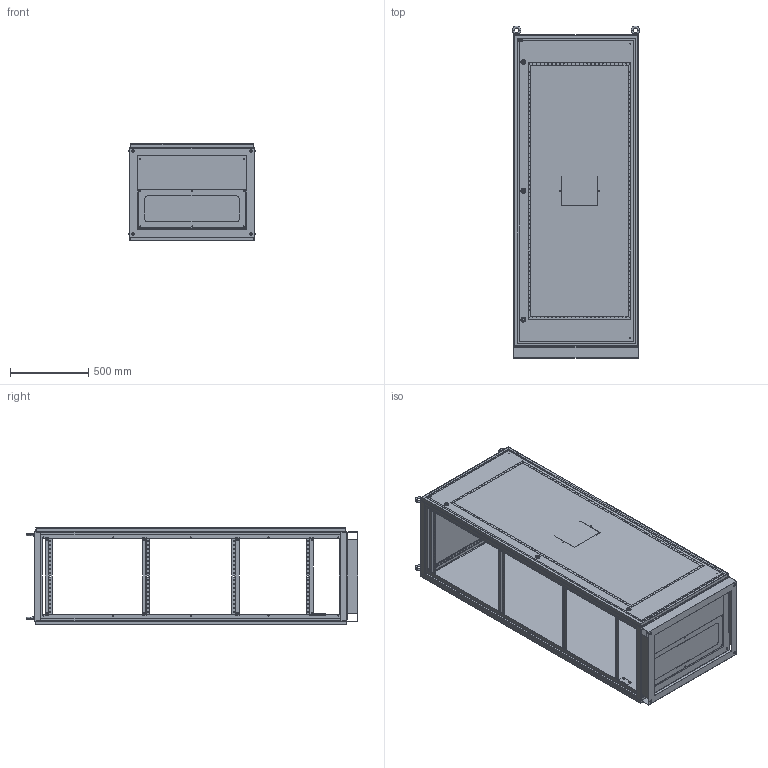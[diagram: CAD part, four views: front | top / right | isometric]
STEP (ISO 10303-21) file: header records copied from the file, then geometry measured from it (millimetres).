
FILE_DESCRIPTION (( 'STEP AP214' ), '1' );
FILE_NAME ('YKM1-C3-2086-54 Øêàô íàïîëüíûé öåëüíîñâàðíîé ÂÐÓ-1 20.80.60 IP54 TITAN.STEP', '2016-09-22T07:26:17', ( 'user' ), ( '' ), 'SwSTEP 2.0', 'SolidWorks 2014', '' );
FILE_SCHEMA (( 'AUTOMOTIVE_DESIGN' ));
Length unit declared in the file: millimetre
Products named in the file (5): Öîêîëü äëÿ ÂÐÓ 800õ600; Ñòåíêà çàäíÿÿ äëÿ ÂÐÓ-õ 2000õ800 IP54; Äâåðü äëÿ ÂÐÓ-1 2000õ800 IP54; Îáîëî÷êà ÂÐÓ-1 2000õ800õ600 IP54; YKM1-C3-2086-54 Øêàô íàïîëüíûé öåëüíîñâàðíîé ÂÐÓ-1 20.80.60 IP54 TITAN
Assembly tree (4 placements, depth 2):
  YKM1-C3-2086-54 Øêàô íàïîëüíûé öåëüíîñâàðíîé ÂÐÓ-1 20.80.60 IP54 TITAN
    Îáîëî÷êà ÂÐÓ-1 2000õ800õ600 IP54
    Äâåðü äëÿ ÂÐÓ-1 2000õ800 IP54
    Ñòåíêà çàäíÿÿ äëÿ ÂÐÓ-õ 2000õ800 IP54
    Öîêîëü äëÿ ÂÐÓ 800õ600
Bounding box: 814 x 2126 x 627.5 mm (x, y, z)
Volume: 11131005.9 mm3; surface area: 12956154.3 mm2
Topology: 32 solids, 32 shells, 3099 faces, 8072 edges, 5270 vertices
Faces by surface type: plane 2043, cylinder 802, cone 190, bspline 34, torus 22, sphere 8
Entity records: 98518 total; most frequent: CARTESIAN_POINT 19202, ORIENTED_EDGE 16144, DIRECTION 15574, EDGE_CURVE 8072, LINE 5746, VECTOR 5746, VERTEX_POINT 5270, AXIS2_PLACEMENT_3D 4914
